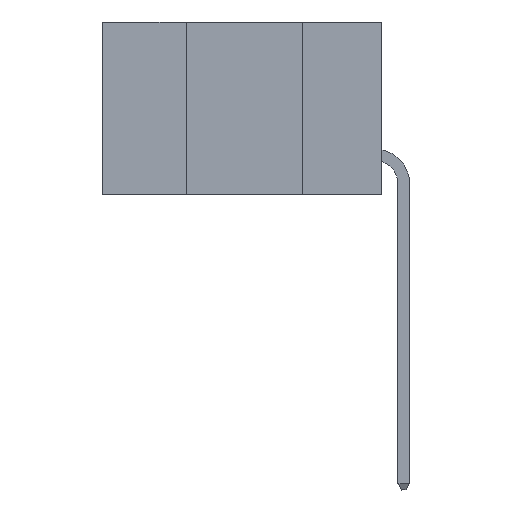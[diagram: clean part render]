
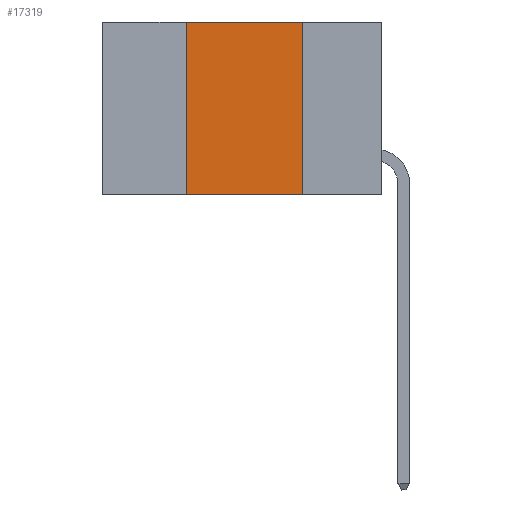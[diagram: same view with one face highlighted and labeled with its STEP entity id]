
A CAD part, left-side view. The second image highlights one B-rep face of the part: STEP entity #17319.
In plain terms, the highlighted planar face has unit normal (-1, 0, 0).
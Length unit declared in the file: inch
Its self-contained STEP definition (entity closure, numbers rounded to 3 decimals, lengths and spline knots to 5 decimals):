
#319 = LINE ( 'NONE', #4645, #25173 ) ;
#847 = VECTOR ( 'NONE', #7971, 39.37008 ) ;
#1033 = CARTESIAN_POINT ( 'NONE',  ( 0., 0.6, -0.37 ) ) ;
#1922 = PLANE ( 'NONE',  #12628 ) ;
#4509 = CARTESIAN_POINT ( 'NONE',  ( 0., 0.6, 0. ) ) ;
#4645 = CARTESIAN_POINT ( 'NONE',  ( 0., 0.17, 0. ) ) ;
#5286 = ORIENTED_EDGE ( 'NONE', *, *, #19446, .F. ) ;
#6035 = LINE ( 'NONE', #4509, #28143 ) ;
#6870 = EDGE_CURVE ( 'NONE', #13401, #22268, #8969, .T. ) ;
#7971 = DIRECTION ( 'NONE',  ( 0., -1., 0. ) ) ;
#7985 = DIRECTION ( 'NONE',  ( 1., 0., 0. ) ) ;
#8423 = DIRECTION ( 'NONE',  ( 0., 0., 1. ) ) ;
#8969 = LINE ( 'NONE', #1033, #847 ) ;
#9647 = EDGE_LOOP ( 'NONE', ( #22320, #5286, #30902, #36284 ) ) ;
#10745 = CARTESIAN_POINT ( 'NONE',  ( 0., 0.6, 0. ) ) ;
#12628 = AXIS2_PLACEMENT_3D ( 'NONE', #10745, #7985, #22492 ) ;
#13356 = DIRECTION ( 'NONE',  ( 0., 0., -1. ) ) ;
#13401 = VERTEX_POINT ( 'NONE', #31077 ) ;
#14390 = CARTESIAN_POINT ( 'NONE',  ( 0., 0.17, -0.37 ) ) ;
#16623 = EDGE_CURVE ( 'NONE', #22512, #22268, #319, .T. ) ;
#17319 = ADVANCED_FACE ( 'NONE', ( #20650 ), #1922, .F. ) ;
#19446 = EDGE_CURVE ( 'NONE', #32036, #22512, #6035, .T. ) ;
#20650 = FACE_OUTER_BOUND ( 'NONE', #9647, .T. ) ;
#21633 = LINE ( 'NONE', #27771, #33343 ) ;
#22268 = VERTEX_POINT ( 'NONE', #14390 ) ;
#22320 = ORIENTED_EDGE ( 'NONE', *, *, #16623, .F. ) ;
#22492 = DIRECTION ( 'NONE',  ( 0., 0., -1. ) ) ;
#22512 = VERTEX_POINT ( 'NONE', #32629 ) ;
#25173 = VECTOR ( 'NONE', #13356, 39.37008 ) ;
#27771 = CARTESIAN_POINT ( 'NONE',  ( 0., 0.42, 0. ) ) ;
#28143 = VECTOR ( 'NONE', #30636, 39.37008 ) ;
#30636 = DIRECTION ( 'NONE',  ( 0., -1., 0. ) ) ;
#30737 = CARTESIAN_POINT ( 'NONE',  ( 0., 0.42, 0. ) ) ;
#30902 = ORIENTED_EDGE ( 'NONE', *, *, #37208, .F. ) ;
#31077 = CARTESIAN_POINT ( 'NONE',  ( 0., 0.42, -0.37 ) ) ;
#32036 = VERTEX_POINT ( 'NONE', #30737 ) ;
#32629 = CARTESIAN_POINT ( 'NONE',  ( 0., 0.17, 0. ) ) ;
#33343 = VECTOR ( 'NONE', #8423, 39.37008 ) ;
#36284 = ORIENTED_EDGE ( 'NONE', *, *, #6870, .T. ) ;
#37208 = EDGE_CURVE ( 'NONE', #13401, #32036, #21633, .T. ) ;
